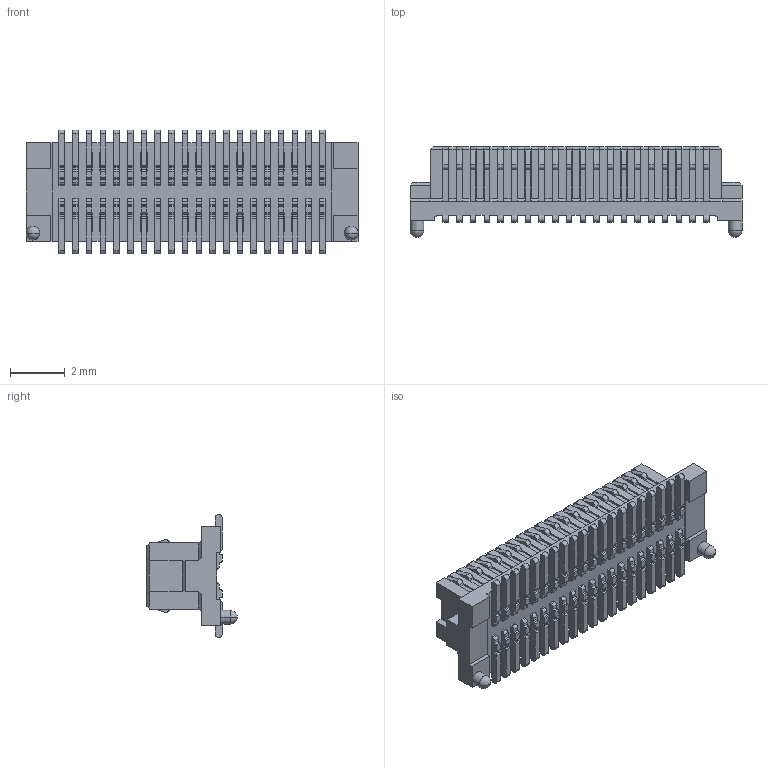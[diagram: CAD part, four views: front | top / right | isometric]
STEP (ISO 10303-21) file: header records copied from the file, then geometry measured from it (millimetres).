
FILE_DESCRIPTION((''),'2;1');
FILE_NAME('FBB05008-M40-H28','2022-03-02T',('工程三'),(''),'PRO/ENGINEER BY PARAMETRIC TECHNOLOGY CORPORATION, 2010280','PRO/ENGINEER BY PARAMETRIC TECHNOLOGY CORPORATION, 2010280','');
FILE_SCHEMA(('CONFIG_CONTROL_DESIGN'));
Length unit declared in the file: millimetre
Products named in the file (1): FBB05008-M40-H28
Bounding box: 12.1 x 3.3 x 4.5 mm (x, y, z)
Volume: 73.6 mm3; surface area: 391 mm2
Topology: 1 solids, 1 shells, 1438 faces, 4602 edges, 3002 vertices
Faces by surface type: plane 1070, cylinder 364, sphere 4
Entity records: 50472 total; most frequent: ORIENTED_EDGE 9196, CARTESIAN_POINT 9038, DIRECTION 8206, EDGE_CURVE 4598, VECTOR 3866, LINE 3866, VERTEX_POINT 3002, AXIS2_PLACEMENT_3D 2170
